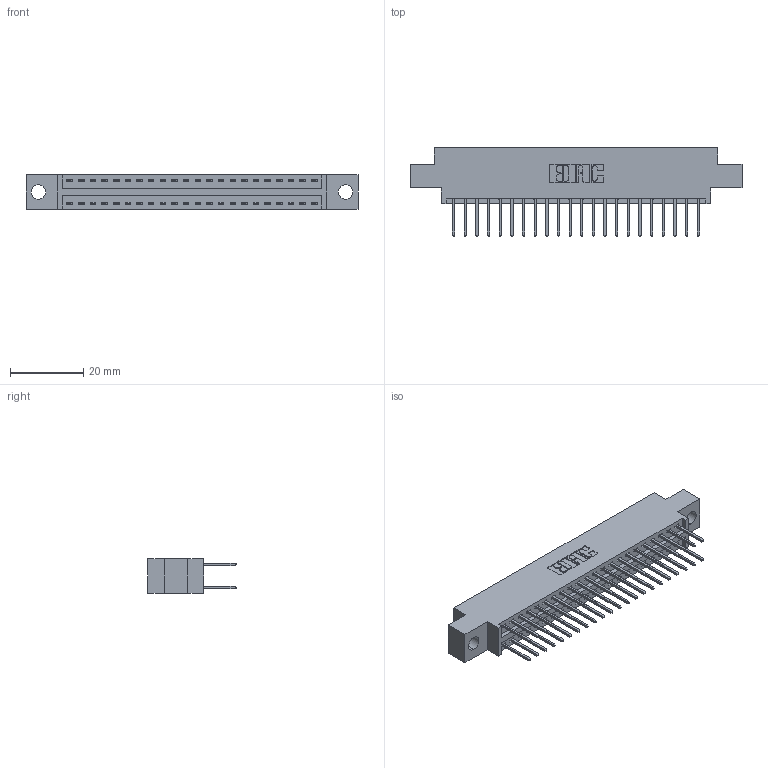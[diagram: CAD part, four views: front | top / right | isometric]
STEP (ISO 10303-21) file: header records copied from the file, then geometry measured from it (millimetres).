
FILE_DESCRIPTION (( 'STEP AP203' ), '1' );
FILE_NAME ('346-044-526-804.STEP', '2022-05-20T07:00:25', ( '' ), ( '' ), 'SwSTEP 2.0', 'SolidWorks 2020', '' );
FILE_SCHEMA (( 'CONFIG_CONTROL_DESIGN' ));
Length unit declared in the file: inch
Products named in the file (3): 346 Part_0.170 Offset - 0.156 Dia-TH; 345-292-001_345-293-126; 346-044-526-804
Assembly tree (45 placements, depth 2):
  346-044-526-804
    346 Part_0.170 Offset - 0.156 Dia-TH
    345-292-001_345-293-126  x44
Bounding box: 90.42 x 24.13 x 9.4 mm (x, y, z)
Volume: 8473.7 mm3; surface area: 11683.8 mm2
Topology: 45 solids, 45 shells, 2428 faces, 7197 edges, 4738 vertices
Faces by surface type: plane 1634, cylinder 794
Entity records: 17619 total; most frequent: CARTESIAN_POINT 2938, ORIENTED_EDGE 2870, DIRECTION 2639, EDGE_CURVE 1435, VECTOR 1215, LINE 1215, VERTEX_POINT 954, AXIS2_PLACEMENT_3D 712
